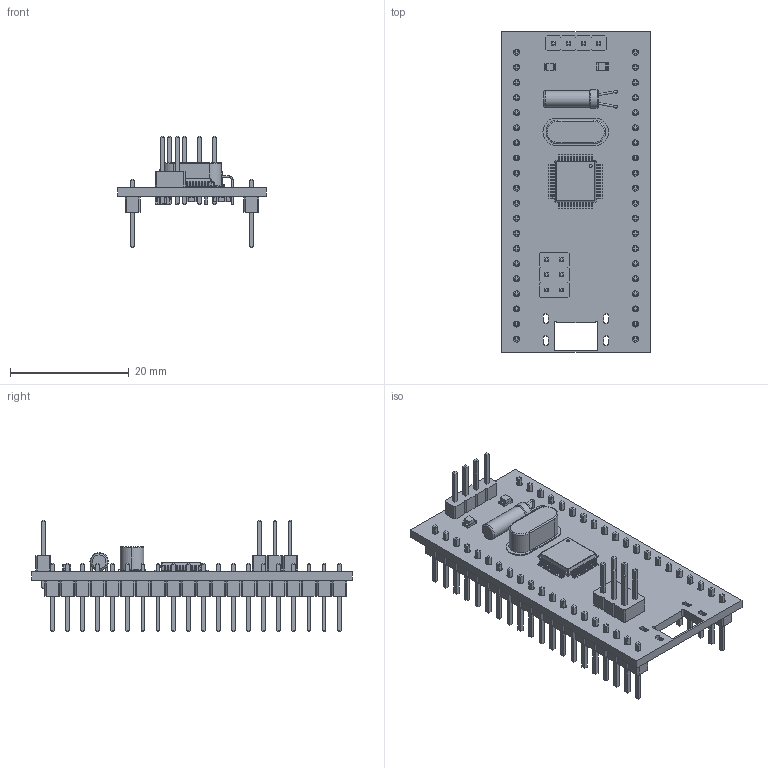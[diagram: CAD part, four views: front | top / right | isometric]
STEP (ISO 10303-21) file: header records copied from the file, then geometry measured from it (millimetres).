
FILE_DESCRIPTION(('KiCad electronic assembly'),'2;1');
FILE_NAME('SMT32_Bluepill.step','2025-02-28T10:56:56',('Pcbnew'),( 'Kicad'),'Open CASCADE STEP processor 7.8','KiCad to STEP converter' ,'Unknown');
FILE_SCHEMA(('AUTOMOTIVE_DESIGN { 1 0 10303 214 1 1 1 1 }'));
Length unit declared in the file: millimetre
Products named in the file (12): SMT32_Bluepill 1; LQFP-48_7x7mm_P0.5mm; LED_0805_2012Metric; Crystal_AT310_D3.0mm_L10.0mm_Horizontal; Crystal_HC49-4H_Vertical; PinHeader_2x03_P2.54mm_Vertical; PinHeader_1x04_P2.54mm_Vertical; R_0603_1608Metric; PinHeader_1x20_P2.54mm_Vertical; C_0805_2012Metric; C_0603_1608Metric; SMT32_Bluepill_PCB
Assembly tree (34 placements, depth 2):
  SMT32_Bluepill 1
    LQFP-48_7x7mm_P0.5mm
    LED_0805_2012Metric  x2
    Crystal_AT310_D3.0mm_L10.0mm_Horizontal
    Crystal_HC49-4H_Vertical
    PinHeader_2x03_P2.54mm_Vertical
    PinHeader_1x04_P2.54mm_Vertical
    R_0603_1608Metric  x9
    PinHeader_1x20_P2.54mm_Vertical  x2
    C_0805_2012Metric  x2
    C_0603_1608Metric  x13
    SMT32_Bluepill_PCB
Bounding box: 25 x 54 x 18.76 mm (x, y, z)
Volume: 3206 mm3; surface area: 6219.4 mm2
Topology: 34 solids, 34 shells, 2868 faces, 7295 edges, 4635 vertices
Faces by surface type: plane 2224, cylinder 554, bspline 80, torus 9, cone 1
Full cylindrical faces by diameter (mm): 0.3 x4, 0.5 x5, 0.8 x2, 1 x50, 2.818 x2, 3.1 x1
Entity records: 67333 total; most frequent: CARTESIAN_POINT 12366, ORIENTED_EDGE 9032, DIRECTION 8564, EDGE_CURVE 4516, LINE 3790, VECTOR 3790, VERTEX_POINT 2849, AXIS2_PLACEMENT_3D 2387
